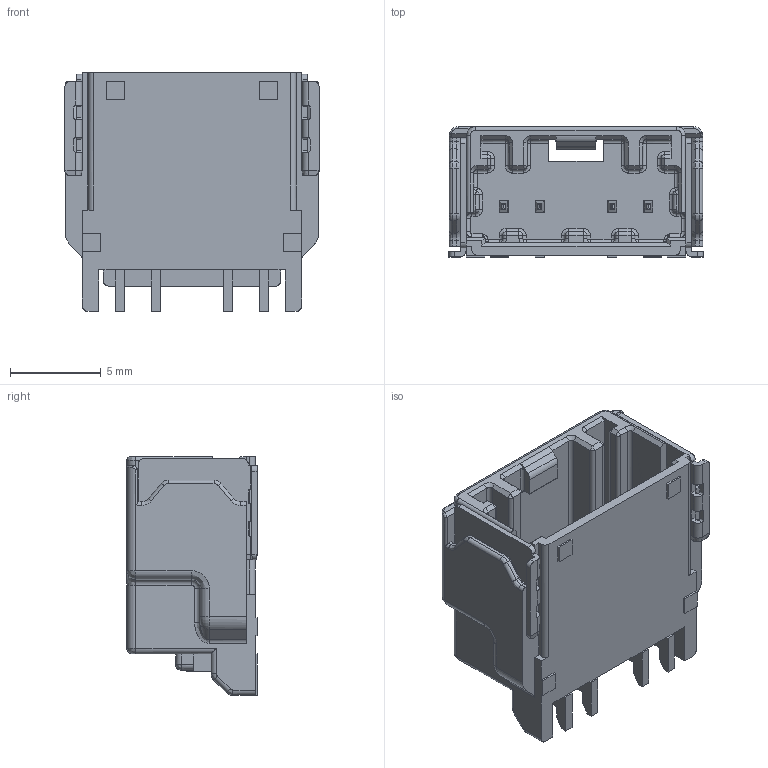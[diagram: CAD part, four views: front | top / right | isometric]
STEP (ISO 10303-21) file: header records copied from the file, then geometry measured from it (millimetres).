
FILE_DESCRIPTION (( 'STEP AP214' ), '1' );
FILE_NAME ('C_020_D_C_SMT_4M_H_ASSY_BK_(B)_Rev.B.STEP', '2020-10-21T01:54:35', ( '' ), ( '' ), 'SwSTEP 2.0', 'SolidWorks 2019', '' );
FILE_SCHEMA (( 'AUTOMOTIVE_DESIGN' ));
Length unit declared in the file: millimetre
Products named in the file (1): C_020_D_C_SMT_4M_H_ASSY_BK_(B)_Rev.B
Bounding box: 14.05 x 7.2 x 13.2 mm (x, y, z)
Volume: 501.7 mm3; surface area: 1244.3 mm2
Topology: 1 solids, 1 shells, 726 faces, 1912 edges, 1156 vertices
Faces by surface type: plane 350, cylinder 252, bspline 88, cone 26, torus 10
Entity records: 24428 total; most frequent: CARTESIAN_POINT 7976, ORIENTED_EDGE 3752, DIRECTION 2943, EDGE_CURVE 1876, VERTEX_POINT 1156, VECTOR 1133, LINE 1133, AXIS2_PLACEMENT_3D 905
